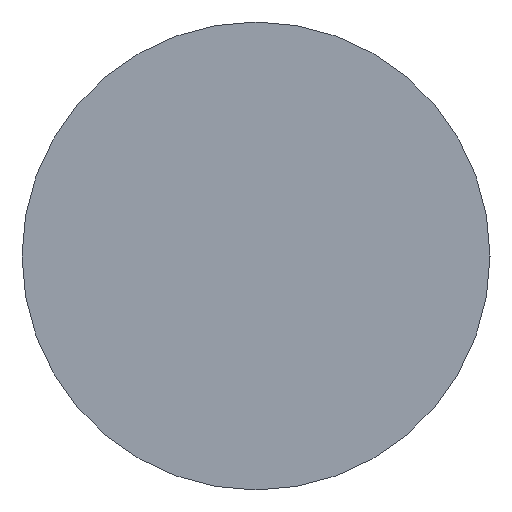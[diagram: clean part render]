
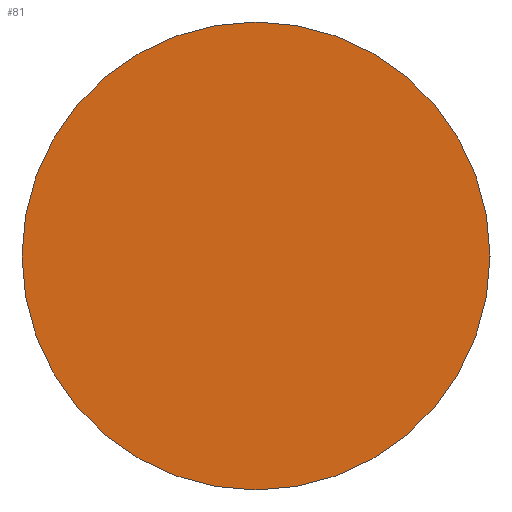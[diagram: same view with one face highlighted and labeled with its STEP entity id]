
A CAD part, left-side view. The second image highlights one B-rep face of the part: STEP entity #81.
In plain terms, the highlighted planar face has unit normal (-1, 0, 0).
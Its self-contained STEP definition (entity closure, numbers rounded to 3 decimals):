
#11 = ORIENTED_EDGE ( 'NONE', *, *, #153, .T. ) ;
#19 = DIRECTION ( 'NONE',  ( 0., 0., 1. ) ) ;
#20 = DIRECTION ( 'NONE',  ( 1., 0., 0. ) ) ;
#24 = ORIENTED_EDGE ( 'NONE', *, *, #172, .T. ) ;
#32 = CARTESIAN_POINT ( 'NONE',  ( 115.093, 69.378, 12.5 ) ) ;
#34 = DIRECTION ( 'NONE',  ( -1., 0., 0. ) ) ;
#37 = VERTEX_POINT ( 'NONE', #139 ) ;
#59 = CIRCLE ( 'NONE', #182, 12.5 ) ;
#71 = CARTESIAN_POINT ( 'NONE',  ( 115.093, 69.378, 0. ) ) ;
#81 = ADVANCED_FACE ( 'NONE', ( #175 ), #186, .F. ) ;
#82 = EDGE_LOOP ( 'NONE', ( #11, #24 ) ) ;
#87 = DIRECTION ( 'NONE',  ( 0., 0., 1. ) ) ;
#92 = CIRCLE ( 'NONE', #98, 12.5 ) ;
#98 = AXIS2_PLACEMENT_3D ( 'NONE', #169, #34, #87 ) ;
#139 = CARTESIAN_POINT ( 'NONE',  ( 115.093, 69.378, -12.5 ) ) ;
#145 = AXIS2_PLACEMENT_3D ( 'NONE', #71, #20, #157 ) ;
#153 = EDGE_CURVE ( 'NONE', #166, #37, #59, .T. ) ;
#157 = DIRECTION ( 'NONE',  ( 0., 0., -1. ) ) ;
#163 = CARTESIAN_POINT ( 'NONE',  ( 115.093, 69.378, 0. ) ) ;
#166 = VERTEX_POINT ( 'NONE', #32 ) ;
#169 = CARTESIAN_POINT ( 'NONE',  ( 115.093, 69.378, 0. ) ) ;
#172 = EDGE_CURVE ( 'NONE', #37, #166, #92, .T. ) ;
#175 = FACE_OUTER_BOUND ( 'NONE', #82, .T. ) ;
#176 = DIRECTION ( 'NONE',  ( -1., 0., 0. ) ) ;
#182 = AXIS2_PLACEMENT_3D ( 'NONE', #163, #176, #19 ) ;
#186 = PLANE ( 'NONE',  #145 ) ;
